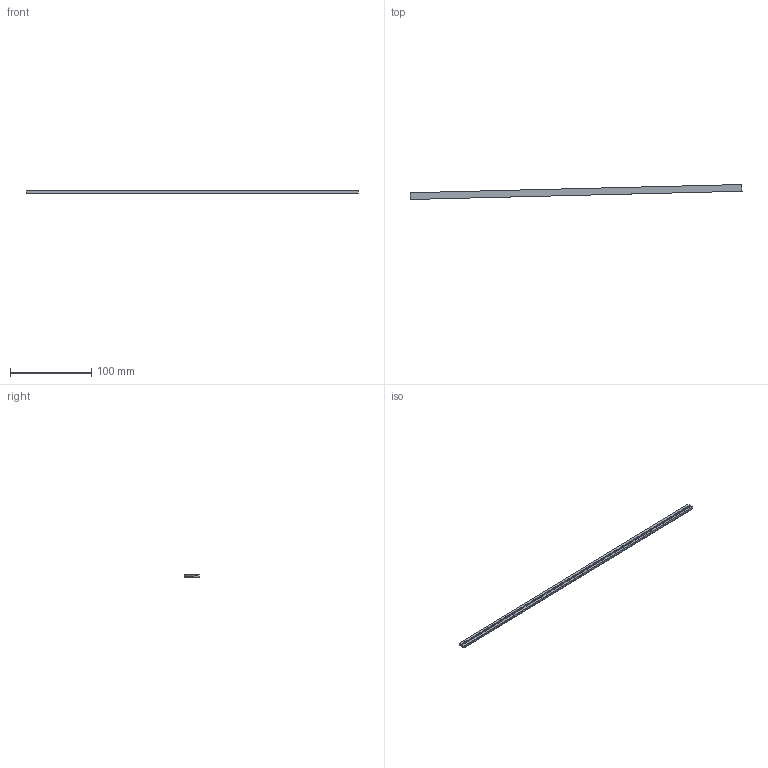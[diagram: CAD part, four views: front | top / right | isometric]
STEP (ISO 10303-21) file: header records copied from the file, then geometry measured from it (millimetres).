
FILE_DESCRIPTION(/* description */ ('Unknown'),/* implementation_level */ '2;1');
FILE_NAME(/* name */ '3851180_maxSized',/* time_stamp */ '2019-11-28T17:40:55+08:00',/* author */ ('Unknown'),/* organization */ ('Unknown'),/* preprocessor_version */ 'ST-DEVELOPER v16.7',/* originating_system */ 'DEX',/* authorisation */ $);
FILE_SCHEMA (('AUTOMOTIVE_DESIGN {1 0 10303 214 3 1 1}'));
Length unit declared in the file: millimetre
Products named in the file (3): 3851180_maxSized; maxSized; 3851180_408,5mm
Assembly tree (2 placements, depth 2):
  3851180_maxSized
    maxSized
    3851180_408,5mm
Bounding box: 409.38 x 18.45 x 2.89 mm (x, y, z)
Volume: 10110.1 mm3; surface area: 19713.3 mm2
Topology: 2 solids, 2 shells, 1738 faces, 5540 edges, 3464 vertices
Faces by surface type: plane 878, cylinder 860
Entity records: 61422 total; most frequent: ORIENTED_EDGE 11080, CARTESIAN_POINT 10745, DIRECTION 10742, EDGE_CURVE 5540, LINE 3820, VECTOR 3820, VERTEX_POINT 3464, AXIS2_PLACEMENT_3D 3461
